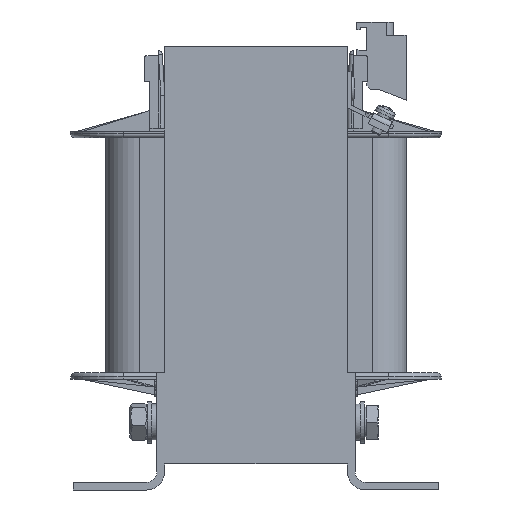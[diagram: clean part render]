
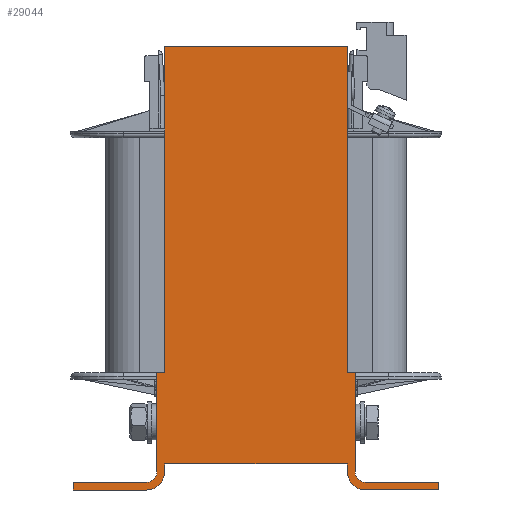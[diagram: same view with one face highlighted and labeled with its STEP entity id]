
A CAD part, left-side view. The second image highlights one B-rep face of the part: STEP entity #29044.
In plain terms, the highlighted planar face has unit normal (-1, 0, 0).
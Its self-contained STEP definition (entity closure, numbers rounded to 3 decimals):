
#1016=CIRCLE('',#30433,7.);
#1018=CIRCLE('',#30437,4.);
#1043=CIRCLE('',#30490,7.);
#1045=CIRCLE('',#30494,4.);
#2227=FACE_OUTER_BOUND('',#3783,.T.);
#3783=EDGE_LOOP('',(#20659,#20660,#20661,#20662,#20663,#20664,#20665,#20666,
#20667,#20668,#20669,#20670,#20671,#20672,#20673,#20674,#20675,#20676,#20677,
#20678));
#5371=LINE('',#42799,#8428);
#5392=LINE('',#42898,#8449);
#5417=LINE('',#43096,#8474);
#5456=LINE('',#43202,#8513);
#5463=LINE('',#43215,#8520);
#5466=LINE('',#43221,#8523);
#5467=LINE('',#43223,#8524);
#5482=LINE('',#43277,#8539);
#5524=LINE('',#43389,#8581);
#5525=LINE('',#43392,#8582);
#5528=LINE('',#43398,#8585);
#5532=LINE('',#43404,#8589);
#5867=LINE('',#44569,#8924);
#5873=LINE('',#44578,#8930);
#5874=LINE('',#44580,#8931);
#5875=LINE('',#44581,#8932);
#8428=VECTOR('',#33449,10.);
#8449=VECTOR('',#33548,10.);
#8474=VECTOR('',#33729,10.);
#8513=VECTOR('',#33834,10.);
#8520=VECTOR('',#33845,10.);
#8523=VECTOR('',#33850,10.);
#8524=VECTOR('',#33853,10.);
#8539=VECTOR('',#33906,10.);
#8581=VECTOR('',#34016,10.);
#8582=VECTOR('',#34019,10.);
#8585=VECTOR('',#34024,10.);
#8589=VECTOR('',#34030,10.);
#8924=VECTOR('',#34895,10.);
#8930=VECTOR('',#34905,10.);
#8931=VECTOR('',#34908,10.);
#8932=VECTOR('',#34909,10.);
#11515=VERTEX_POINT('',#42795);
#11517=VERTEX_POINT('',#42798);
#11550=VERTEX_POINT('',#42884);
#11556=VERTEX_POINT('',#42896);
#11610=VERTEX_POINT('',#43084);
#11611=VERTEX_POINT('',#43085);
#11614=VERTEX_POINT('',#43093);
#11616=VERTEX_POINT('',#43099);
#11649=VERTEX_POINT('',#43201);
#11653=VERTEX_POINT('',#43213);
#11655=VERTEX_POINT('',#43219);
#11672=VERTEX_POINT('',#43267);
#11673=VERTEX_POINT('',#43269);
#11675=VERTEX_POINT('',#43274);
#11677=VERTEX_POINT('',#43281);
#11711=VERTEX_POINT('',#43387);
#11712=VERTEX_POINT('',#43391);
#11714=VERTEX_POINT('',#43397);
#12044=VERTEX_POINT('',#44566);
#12045=VERTEX_POINT('',#44568);
#14428=EDGE_CURVE('',#11515,#11517,#5371,.T.);
#14477=EDGE_CURVE('',#11556,#11550,#5392,.T.);
#14558=EDGE_CURVE('',#11610,#11611,#1016,.T.);
#14563=EDGE_CURVE('',#11614,#11610,#5417,.T.);
#14565=EDGE_CURVE('',#11616,#11515,#1018,.T.);
#14616=EDGE_CURVE('',#11517,#11649,#5456,.T.);
#14623=EDGE_CURVE('',#11653,#11616,#5463,.T.);
#14626=EDGE_CURVE('',#11655,#11653,#5466,.T.);
#14627=EDGE_CURVE('',#11611,#11655,#5467,.T.);
#14650=EDGE_CURVE('',#11672,#11673,#1043,.T.);
#14654=EDGE_CURVE('',#11673,#11675,#5482,.T.);
#14656=EDGE_CURVE('',#11550,#11677,#1045,.T.);
#14710=EDGE_CURVE('',#11711,#11556,#5524,.T.);
#14711=EDGE_CURVE('',#11677,#11712,#5525,.T.);
#14714=EDGE_CURVE('',#11712,#11714,#5528,.T.);
#14718=EDGE_CURVE('',#11714,#11672,#5532,.T.);
#15192=EDGE_CURVE('',#12044,#12045,#5867,.T.);
#15198=EDGE_CURVE('',#11614,#11675,#5873,.T.);
#15199=EDGE_CURVE('',#12044,#11649,#5874,.T.);
#15200=EDGE_CURVE('',#11711,#12045,#5875,.T.);
#20659=ORIENTED_EDGE('',*,*,#15199,.T.);
#20660=ORIENTED_EDGE('',*,*,#14616,.F.);
#20661=ORIENTED_EDGE('',*,*,#14428,.F.);
#20662=ORIENTED_EDGE('',*,*,#14565,.F.);
#20663=ORIENTED_EDGE('',*,*,#14623,.F.);
#20664=ORIENTED_EDGE('',*,*,#14626,.F.);
#20665=ORIENTED_EDGE('',*,*,#14627,.F.);
#20666=ORIENTED_EDGE('',*,*,#14558,.F.);
#20667=ORIENTED_EDGE('',*,*,#14563,.F.);
#20668=ORIENTED_EDGE('',*,*,#15198,.T.);
#20669=ORIENTED_EDGE('',*,*,#14654,.F.);
#20670=ORIENTED_EDGE('',*,*,#14650,.F.);
#20671=ORIENTED_EDGE('',*,*,#14718,.F.);
#20672=ORIENTED_EDGE('',*,*,#14714,.F.);
#20673=ORIENTED_EDGE('',*,*,#14711,.F.);
#20674=ORIENTED_EDGE('',*,*,#14656,.F.);
#20675=ORIENTED_EDGE('',*,*,#14477,.F.);
#20676=ORIENTED_EDGE('',*,*,#14710,.F.);
#20677=ORIENTED_EDGE('',*,*,#15200,.T.);
#20678=ORIENTED_EDGE('',*,*,#15192,.F.);
#26488=PLANE('',#30796);
#29044=ADVANCED_FACE('',(#2227),#26488,.T.);
#30433=AXIS2_PLACEMENT_3D('',#43086,#33720,#33721);
#30437=AXIS2_PLACEMENT_3D('',#43100,#33733,#33734);
#30490=AXIS2_PLACEMENT_3D('',#43270,#33899,#33900);
#30494=AXIS2_PLACEMENT_3D('',#43282,#33911,#33912);
#30796=AXIS2_PLACEMENT_3D('',#44579,#34906,#34907);
#33449=DIRECTION('',(0.,0.,1.));
#33548=DIRECTION('',(0.,0.,-1.));
#33720=DIRECTION('center_axis',(1.,0.,0.));
#33721=DIRECTION('ref_axis',(0.,-0.707,-0.707));
#33729=DIRECTION('',(0.,0.,-1.));
#33733=DIRECTION('center_axis',(-1.,0.,0.));
#33734=DIRECTION('ref_axis',(0.,-0.707,-0.707));
#33834=DIRECTION('',(0.,-1.,0.));
#33845=DIRECTION('',(0.,-1.,0.));
#33850=DIRECTION('',(0.,0.,1.));
#33853=DIRECTION('',(0.,1.,0.));
#33899=DIRECTION('center_axis',(1.,0.,0.));
#33900=DIRECTION('ref_axis',(0.,0.707,-0.707));
#33906=DIRECTION('',(0.,0.,1.));
#33911=DIRECTION('center_axis',(-1.,0.,0.));
#33912=DIRECTION('ref_axis',(0.,0.707,-0.707));
#34016=DIRECTION('',(0.,-1.,0.));
#34019=DIRECTION('',(0.,-1.,0.));
#34024=DIRECTION('',(0.,0.,-1.));
#34030=DIRECTION('',(0.,1.,0.));
#34895=DIRECTION('',(0.,-1.,0.));
#34905=DIRECTION('',(0.,-1.,0.));
#34906=DIRECTION('center_axis',(-1.,0.,0.));
#34907=DIRECTION('ref_axis',(0.,0.,1.));
#34908=DIRECTION('',(0.,0.,-1.));
#34909=DIRECTION('',(0.,0.,1.));
#42795=CARTESIAN_POINT('',(-96.,38.,-83.));
#42798=CARTESIAN_POINT('',(-96.,38.,-45.));
#42799=CARTESIAN_POINT('',(-96.,38.,-87.));
#42884=CARTESIAN_POINT('',(-96.,-38.,-83.));
#42896=CARTESIAN_POINT('',(-96.,-38.,-45.));
#42898=CARTESIAN_POINT('',(-96.,-38.,-87.));
#43084=CARTESIAN_POINT('',(-96.,35.,-83.));
#43085=CARTESIAN_POINT('',(-96.,42.,-90.));
#43086=CARTESIAN_POINT('Origin',(-96.,42.,-83.));
#43093=CARTESIAN_POINT('',(-96.,35.,-80.));
#43096=CARTESIAN_POINT('',(-96.,35.,-45.));
#43099=CARTESIAN_POINT('',(-96.,42.,-87.));
#43100=CARTESIAN_POINT('Origin',(-96.,42.,-83.));
#43201=CARTESIAN_POINT('',(-96.,35.,-45.));
#43202=CARTESIAN_POINT('',(-96.,38.,-45.));
#43213=CARTESIAN_POINT('',(-96.,70.,-87.));
#43215=CARTESIAN_POINT('',(-96.,70.,-87.));
#43219=CARTESIAN_POINT('',(-96.,70.,-90.));
#43221=CARTESIAN_POINT('',(-96.,70.,-90.));
#43223=CARTESIAN_POINT('',(-96.,35.,-90.));
#43267=CARTESIAN_POINT('',(-96.,-42.,-90.));
#43269=CARTESIAN_POINT('',(-96.,-35.,-83.));
#43270=CARTESIAN_POINT('Origin',(-96.,-42.,-83.));
#43274=CARTESIAN_POINT('',(-96.,-35.,-80.));
#43277=CARTESIAN_POINT('',(-96.,-35.,-45.));
#43281=CARTESIAN_POINT('',(-96.,-42.,-87.));
#43282=CARTESIAN_POINT('Origin',(-96.,-42.,-83.));
#43387=CARTESIAN_POINT('',(-96.,-35.,-45.));
#43389=CARTESIAN_POINT('',(-96.,-38.,-45.));
#43391=CARTESIAN_POINT('',(-96.,-70.,-87.));
#43392=CARTESIAN_POINT('',(-96.,-70.,-87.));
#43397=CARTESIAN_POINT('',(-96.,-70.,-90.));
#43398=CARTESIAN_POINT('',(-96.,-70.,-90.));
#43404=CARTESIAN_POINT('',(-96.,-35.,-90.));
#44566=CARTESIAN_POINT('',(-96.,35.,80.));
#44568=CARTESIAN_POINT('',(-96.,-35.,80.));
#44569=CARTESIAN_POINT('',(-96.,0.,80.));
#44578=CARTESIAN_POINT('',(-96.,0.,-80.));
#44579=CARTESIAN_POINT('Origin',(-96.,0.,80.));
#44580=CARTESIAN_POINT('',(-96.,35.,80.));
#44581=CARTESIAN_POINT('',(-96.,-35.,80.));
